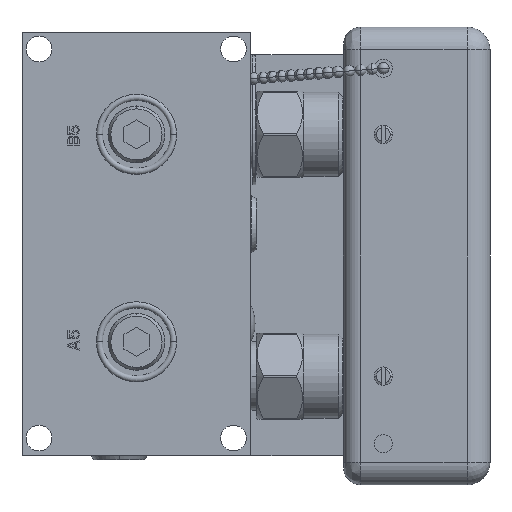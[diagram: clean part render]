
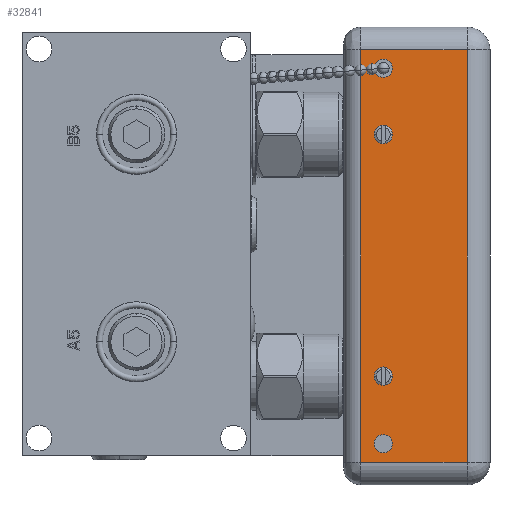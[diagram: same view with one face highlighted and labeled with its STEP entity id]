
A CAD part, front view. The second image highlights one B-rep face of the part: STEP entity #32841.
In plain terms, the highlighted face is planar.
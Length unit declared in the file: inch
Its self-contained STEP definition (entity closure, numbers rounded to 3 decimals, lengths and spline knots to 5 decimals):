
#32043=DIRECTION('',(0.,0.,-1.));
#32044=VECTOR('',#32043,4.5);
#32045=CARTESIAN_POINT('',(0.775,1.413,2.25));
#32046=LINE('',#32045,#32044);
#32047=DIRECTION('',(0.,0.,1.));
#32048=VECTOR('',#32047,4.5);
#32049=CARTESIAN_POINT('',(0.775,0.25,-2.25));
#32050=LINE('',#32049,#32048);
#32051=DIRECTION('',(0.,1.,0.));
#32052=VECTOR('',#32051,1.163);
#32053=CARTESIAN_POINT('',(0.775,0.25,2.25));
#32054=LINE('',#32053,#32052);
#32055=CARTESIAN_POINT('',(0.775,1.165,-1.328));
#32056=DIRECTION('',(1.,0.,0.));
#32057=DIRECTION('',(0.,-1.,0.));
#32058=AXIS2_PLACEMENT_3D('',#32055,#32056,#32057);
#32060=CARTESIAN_POINT('',(0.775,1.165,-1.328));
#32061=DIRECTION('',(1.,0.,0.));
#32062=DIRECTION('',(0.,1.,0.));
#32063=AXIS2_PLACEMENT_3D('',#32060,#32061,#32062);
#32065=CARTESIAN_POINT('',(0.775,1.165,1.312));
#32066=DIRECTION('',(1.,0.,0.));
#32067=DIRECTION('',(0.,-1.,0.));
#32068=AXIS2_PLACEMENT_3D('',#32065,#32066,#32067);
#32070=CARTESIAN_POINT('',(0.775,1.165,1.312));
#32071=DIRECTION('',(1.,0.,0.));
#32072=DIRECTION('',(0.,1.,0.));
#32073=AXIS2_PLACEMENT_3D('',#32070,#32071,#32072);
#32075=CARTESIAN_POINT('',(0.775,1.165,-2.05));
#32076=DIRECTION('',(-1.,0.,0.));
#32077=DIRECTION('',(0.,-1.,0.));
#32078=AXIS2_PLACEMENT_3D('',#32075,#32076,#32077);
#32080=CARTESIAN_POINT('',(0.775,1.165,-2.05));
#32081=DIRECTION('',(-1.,0.,0.));
#32082=DIRECTION('',(0.,1.,0.));
#32083=AXIS2_PLACEMENT_3D('',#32080,#32081,#32082);
#32085=CARTESIAN_POINT('',(0.775,1.165,2.05));
#32086=DIRECTION('',(-1.,0.,0.));
#32087=DIRECTION('',(0.,-1.,0.));
#32088=AXIS2_PLACEMENT_3D('',#32085,#32086,#32087);
#32090=CARTESIAN_POINT('',(0.775,1.165,2.05));
#32091=DIRECTION('',(-1.,0.,0.));
#32092=DIRECTION('',(0.,1.,0.));
#32093=AXIS2_PLACEMENT_3D('',#32090,#32091,#32092);
#32254=DIRECTION('',(0.,1.,0.));
#32255=VECTOR('',#32254,1.163);
#32256=CARTESIAN_POINT('',(0.775,0.25,-2.25));
#32257=LINE('',#32256,#32255);
#32509=CARTESIAN_POINT('',(0.775,0.25,-2.25));
#32511=VERTEX_POINT('',#32509);
#32516=CARTESIAN_POINT('',(0.775,0.25,2.25));
#32517=VERTEX_POINT('',#32516);
#32536=CARTESIAN_POINT('',(0.775,1.413,-2.25));
#32538=VERTEX_POINT('',#32536);
#32562=CARTESIAN_POINT('',(0.775,1.413,2.25));
#32563=VERTEX_POINT('',#32562);
#32564=CARTESIAN_POINT('',(0.775,1.0645,-1.328));
#32565=CARTESIAN_POINT('',(0.775,1.2655,-1.328));
#32566=VERTEX_POINT('',#32564);
#32567=VERTEX_POINT('',#32565);
#32572=CARTESIAN_POINT('',(0.775,1.065,-2.05));
#32573=CARTESIAN_POINT('',(0.775,1.265,-2.05));
#32574=VERTEX_POINT('',#32572);
#32575=VERTEX_POINT('',#32573);
#32580=CARTESIAN_POINT('',(0.775,1.0645,1.312));
#32581=CARTESIAN_POINT('',(0.775,1.2655,1.312));
#32582=VERTEX_POINT('',#32580);
#32583=VERTEX_POINT('',#32581);
#32636=CARTESIAN_POINT('',(0.775,1.065,2.05));
#32637=CARTESIAN_POINT('',(0.775,1.265,2.05));
#32638=VERTEX_POINT('',#32636);
#32639=VERTEX_POINT('',#32637);
#32805=CARTESIAN_POINT('',(0.775,0.,2.25));
#32806=DIRECTION('',(1.,0.,0.));
#32807=DIRECTION('',(0.,0.,-1.));
#32808=AXIS2_PLACEMENT_3D('',#32805,#32806,#32807);
#32809=PLANE('',#32808);
#32811=ORIENTED_EDGE('',*,*,#32810,.T.);
#32813=ORIENTED_EDGE('',*,*,#32812,.F.);
#32814=ORIENTED_EDGE('',*,*,#32668,.T.);
#32815=ORIENTED_EDGE('',*,*,#32695,.T.);
#32816=EDGE_LOOP('',(#32811,#32813,#32814,#32815));
#32817=FACE_OUTER_BOUND('',#32816,.F.);
#32819=ORIENTED_EDGE('',*,*,#32818,.T.);
#32821=ORIENTED_EDGE('',*,*,#32820,.T.);
#32822=EDGE_LOOP('',(#32819,#32821));
#32823=FACE_BOUND('',#32822,.F.);
#32824=ORIENTED_EDGE('',*,*,#32795,.T.);
#32826=ORIENTED_EDGE('',*,*,#32825,.T.);
#32827=EDGE_LOOP('',(#32824,#32826));
#32828=FACE_BOUND('',#32827,.F.);
#32830=ORIENTED_EDGE('',*,*,#32829,.F.);
#32832=ORIENTED_EDGE('',*,*,#32831,.F.);
#32833=EDGE_LOOP('',(#32830,#32832));
#32834=FACE_BOUND('',#32833,.F.);
#32836=ORIENTED_EDGE('',*,*,#32835,.F.);
#32838=ORIENTED_EDGE('',*,*,#32837,.F.);
#32839=EDGE_LOOP('',(#32836,#32838));
#32840=FACE_BOUND('',#32839,.F.);
#32841=ADVANCED_FACE('',(#32817,#32823,#32828,#32834,#32840),#32809,.T.);
#32059=CIRCLE('',#32058,0.1005);
#32064=CIRCLE('',#32063,0.1005);
#32069=CIRCLE('',#32068,0.1005);
#32074=CIRCLE('',#32073,0.1005);
#32079=CIRCLE('',#32078,0.1);
#32084=CIRCLE('',#32083,0.1);
#32089=CIRCLE('',#32088,0.1);
#32094=CIRCLE('',#32093,0.1);
#32668=EDGE_CURVE('',#32511,#32517,#32050,.T.);
#32695=EDGE_CURVE('',#32517,#32563,#32054,.T.);
#32795=EDGE_CURVE('',#32582,#32583,#32069,.T.);
#32810=EDGE_CURVE('',#32563,#32538,#32046,.T.);
#32812=EDGE_CURVE('',#32511,#32538,#32257,.T.);
#32818=EDGE_CURVE('',#32566,#32567,#32059,.T.);
#32820=EDGE_CURVE('',#32567,#32566,#32064,.T.);
#32825=EDGE_CURVE('',#32583,#32582,#32074,.T.);
#32829=EDGE_CURVE('',#32574,#32575,#32079,.T.);
#32831=EDGE_CURVE('',#32575,#32574,#32084,.T.);
#32835=EDGE_CURVE('',#32638,#32639,#32089,.T.);
#32837=EDGE_CURVE('',#32639,#32638,#32094,.T.);
